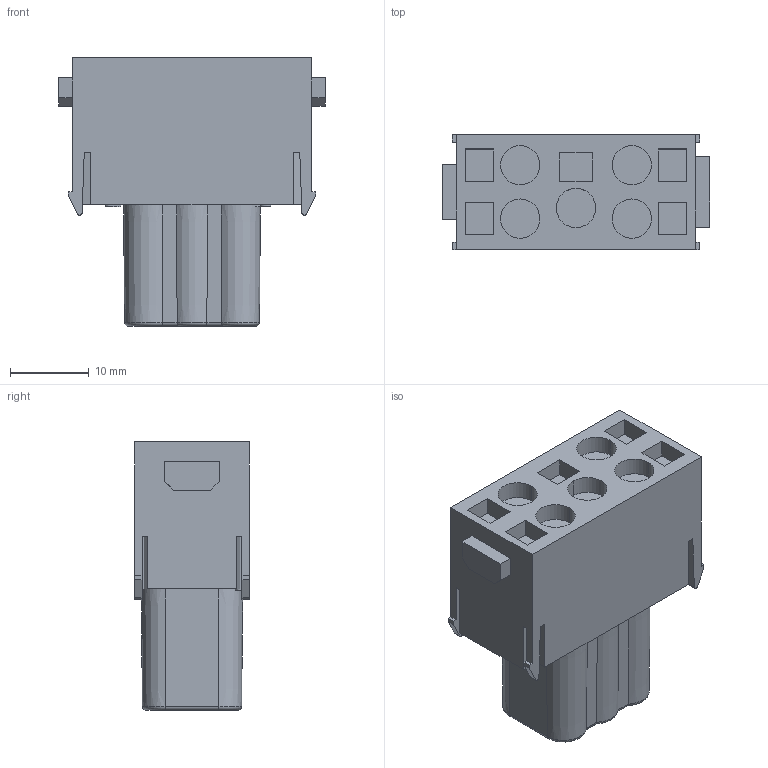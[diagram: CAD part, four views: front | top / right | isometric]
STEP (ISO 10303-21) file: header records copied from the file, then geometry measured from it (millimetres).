
FILE_DESCRIPTION(/* description */ (''),/* implementation_level */ '2;1');
FILE_NAME(/* name */ '3D_1290050220001_HME-005-FS_V1.0_stp.stp',/* time_stamp */ '2024-02-04T14:02:39+08:00',/* author */ (''),/* organization */ (''),/* preprocessor_version */ 'ST-DEVELOPER v18.1',/* originating_system */ 'SIEMENS PLM Software NX 1980',/* authorisation */ '');
FILE_SCHEMA (('AUTOMOTIVE_DESIGN { 1 0 10303 214 3 1 1 1 }'));
Length unit declared in the file: millimetre
Products named in the file (1): 1318193024BDb6hq
Bounding box: 34 x 14.6 x 34.1 mm (x, y, z)
Volume: 8177 mm3; surface area: 10839.3 mm2
Topology: 1 solids, 1 shells, 1133 faces, 3288 edges, 2183 vertices
Faces by surface type: plane 784, cylinder 158, cone 89, revolution 60, torus 35, extrusion 7
Entity records: 38789 total; most frequent: CARTESIAN_POINT 9787, ORIENTED_EDGE 6556, DIRECTION 5357, EDGE_CURVE 3278, VERTEX_POINT 2183, VECTOR 1877, LINE 1870, AXIS2_PLACEMENT_3D 1710
